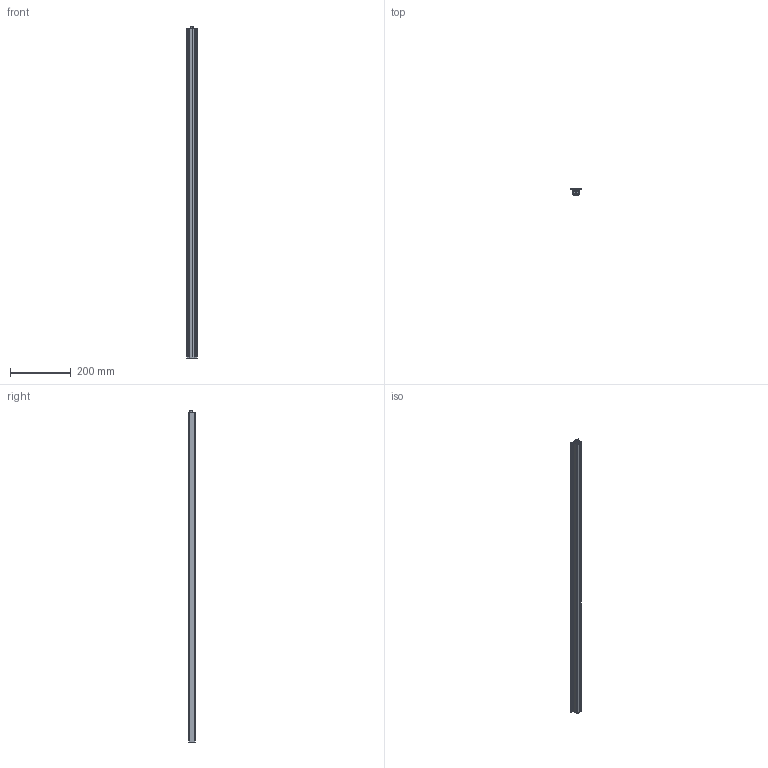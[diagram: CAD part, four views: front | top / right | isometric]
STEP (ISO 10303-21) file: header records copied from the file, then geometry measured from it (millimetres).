
FILE_DESCRIPTION (( 'STEP AP203' ), '1' );
FILE_NAME ('RO 1085 plus.STEP', '2025-02-28T13:32:20', ( '' ), ( '' ), 'SwSTEP 2.0', 'SolidWorks 2023', '' );
FILE_SCHEMA (( 'CONFIG_CONTROL_DESIGN' ));
Length unit declared in the file: millimetre
Products named in the file (4): Aussengehäuse RO_1085; RO 1085 plus; Betätigungsteil_20; Innengeometrie_20_1085
Assembly tree (3 placements, depth 2):
  RO 1085 plus
    Aussengehäuse RO_1085
    Innengeometrie_20_1085
    Betätigungsteil_20
Bounding box: 35.97 x 22.3 x 1091 mm (x, y, z)
Volume: 247059.7 mm3; surface area: 354488 mm2
Topology: 20 solids, 20 shells, 644 faces, 1804 edges, 1202 vertices
Faces by surface type: plane 318, bspline 282, cylinder 42, torus 2
Entity records: 34695 total; most frequent: CARTESIAN_POINT 19423, ORIENTED_EDGE 3608, DIRECTION 2066, EDGE_CURVE 1804, VERTEX_POINT 1202, LINE 1150, VECTOR 1150, EDGE_LOOP 726
